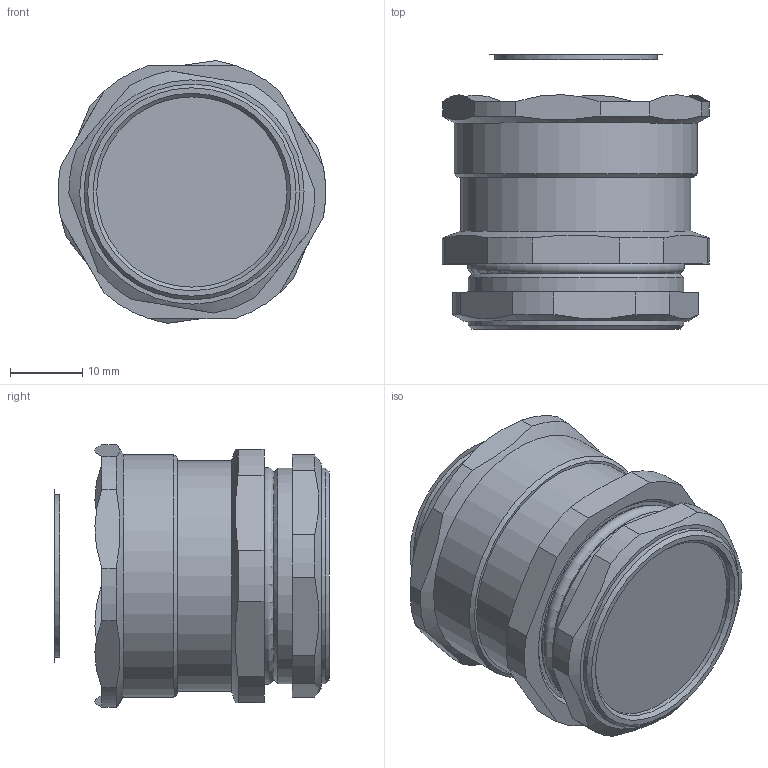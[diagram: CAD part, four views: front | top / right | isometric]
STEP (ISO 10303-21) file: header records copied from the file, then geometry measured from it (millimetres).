
FILE_DESCRIPTION(/* description */ (''),/* implementation_level */ '2;1');
FILE_NAME(/* name */ 'ZETARUS VK1-LS-M30-22-L9.stp',/* time_stamp */ '2022-02-10T08:22:07+07:00',/* author */ ('zeta-09'),/* organization */ (''),/* preprocessor_version */ 'ST-DEVELOPER v18.1',/* originating_system */ 'Autodesk Inventor 2021',/* authorisation */ '');
FILE_SCHEMA (('AUTOMOTIVE_DESIGN { 1 0 10303 214 3 1 1 }'));
Length unit declared in the file: millimetre
Products named in the file (1): Деталь5
Bounding box: 36.96 x 37.92 x 36.31 mm (x, y, z)
Volume: 30775.9 mm3; surface area: 6457.3 mm2
Topology: 1 solids, 1 shells, 63 faces, 154 edges, 101 vertices
Faces by surface type: plane 28, cylinder 24, cone 9, torus 2
Full cylindrical faces by diameter (mm): 22.5 x1, 26.3 x1, 29.8 x2, 31.8 x1, 33.6 x1
Entity records: 1980 total; most frequent: CARTESIAN_POINT 367, DIRECTION 325, ORIENTED_EDGE 308, EDGE_CURVE 154, AXIS2_PLACEMENT_3D 131, VERTEX_POINT 101, EDGE_LOOP 71, CIRCLE 67
